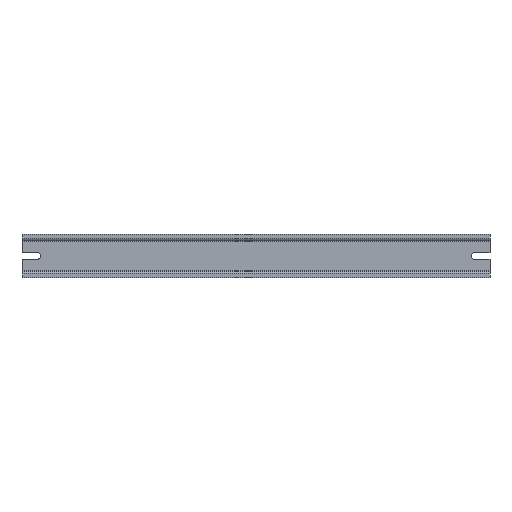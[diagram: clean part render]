
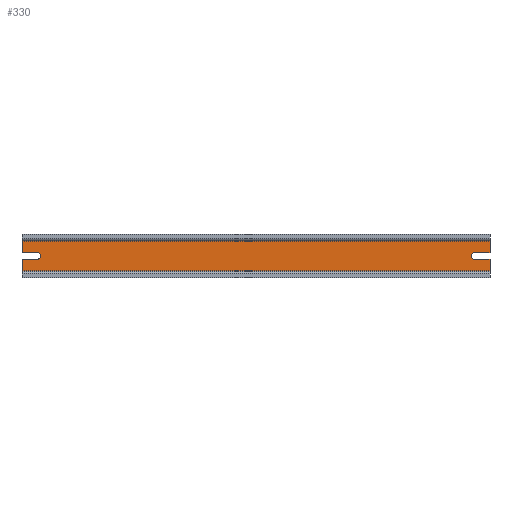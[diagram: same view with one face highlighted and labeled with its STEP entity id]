
A CAD part, top view. The second image highlights one B-rep face of the part: STEP entity #330.
In plain terms, the highlighted planar face has unit normal (0, 0, 1).
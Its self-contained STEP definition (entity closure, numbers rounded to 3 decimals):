
#54=AXIS2_PLACEMENT_3D('Circle Axis2P3D',#52,#53,$) ;
#196=AXIS2_PLACEMENT_3D('Circle Axis2P3D',#194,#195,$) ;
#209=AXIS2_PLACEMENT_3D('Plane Axis2P3D',#206,#207,#208) ;
#49=CARTESIAN_POINT('Vertex',(360.,17.5,1.)) ;
#52=CARTESIAN_POINT('Axis2P3D Location',(362.75,17.5,1.)) ;
#56=CARTESIAN_POINT('Vertex',(362.75,14.75,1.)) ;
#191=CARTESIAN_POINT('Vertex',(362.75,20.25,1.)) ;
#194=CARTESIAN_POINT('Axis2P3D Location',(362.75,17.5,1.)) ;
#206=CARTESIAN_POINT('Axis2P3D Location',(0.,29.2,1.)) ;
#211=CARTESIAN_POINT('Line Origine',(0.,24.725,1.)) ;
#215=CARTESIAN_POINT('Vertex',(0.,20.25,1.)) ;
#217=CARTESIAN_POINT('Vertex',(0.,29.2,1.)) ;
#220=CARTESIAN_POINT('Line Origine',(6.125,20.25,1.)) ;
#224=CARTESIAN_POINT('Vertex',(12.25,20.25,1.)) ;
#228=CARTESIAN_POINT('Control Point',(15.,17.5,1.)) ;
#229=CARTESIAN_POINT('Control Point',(15.,17.611,1.)) ;
#230=CARTESIAN_POINT('Control Point',(14.994,17.722,1.)) ;
#231=CARTESIAN_POINT('Control Point',(14.983,17.832,1.)) ;
#232=CARTESIAN_POINT('Control Point',(14.917,18.264,1.)) ;
#233=CARTESIAN_POINT('Control Point',(14.767,18.678,1.)) ;
#234=CARTESIAN_POINT('Control Point',(14.61,18.968,1.)) ;
#235=CARTESIAN_POINT('Control Point',(14.214,19.493,1.)) ;
#236=CARTESIAN_POINT('Control Point',(13.684,19.881,1.)) ;
#237=CARTESIAN_POINT('Control Point',(13.392,20.034,1.)) ;
#238=CARTESIAN_POINT('Control Point',(12.983,20.175,1.)) ;
#239=CARTESIAN_POINT('Control Point',(12.559,20.236,1.)) ;
#240=CARTESIAN_POINT('Control Point',(12.456,20.245,1.)) ;
#241=CARTESIAN_POINT('Control Point',(12.353,20.25,1.)) ;
#242=CARTESIAN_POINT('Control Point',(12.25,20.25,1.)) ;
#243=CARTESIAN_POINT('Vertex',(15.,17.5,1.)) ;
#247=CARTESIAN_POINT('Control Point',(12.25,14.75,1.)) ;
#248=CARTESIAN_POINT('Control Point',(12.575,14.75,1.)) ;
#249=CARTESIAN_POINT('Control Point',(12.9,14.798,1.)) ;
#250=CARTESIAN_POINT('Control Point',(13.215,14.894,1.)) ;
#251=CARTESIAN_POINT('Control Point',(13.809,15.176,1.)) ;
#252=CARTESIAN_POINT('Control Point',(14.295,15.618,1.)) ;
#253=CARTESIAN_POINT('Control Point',(14.503,15.874,1.)) ;
#254=CARTESIAN_POINT('Control Point',(14.782,16.342,1.)) ;
#255=CARTESIAN_POINT('Control Point',(14.938,16.861,1.)) ;
#256=CARTESIAN_POINT('Control Point',(14.979,17.072,1.)) ;
#257=CARTESIAN_POINT('Control Point',(15.,17.286,1.)) ;
#258=CARTESIAN_POINT('Control Point',(15.,17.5,1.)) ;
#259=CARTESIAN_POINT('Vertex',(12.25,14.75,1.)) ;
#262=CARTESIAN_POINT('Line Origine',(6.125,14.75,1.)) ;
#266=CARTESIAN_POINT('Vertex',(0.,14.75,1.)) ;
#269=CARTESIAN_POINT('Line Origine',(0.,10.275,1.)) ;
#273=CARTESIAN_POINT('Vertex',(0.,5.8,1.)) ;
#276=CARTESIAN_POINT('Line Origine',(187.5,5.8,1.)) ;
#280=CARTESIAN_POINT('Vertex',(375.,5.8,1.)) ;
#283=CARTESIAN_POINT('Line Origine',(375.,10.275,1.)) ;
#287=CARTESIAN_POINT('Vertex',(375.,14.75,1.)) ;
#290=CARTESIAN_POINT('Line Origine',(368.875,14.75,1.)) ;
#295=CARTESIAN_POINT('Line Origine',(368.875,20.25,1.)) ;
#299=CARTESIAN_POINT('Vertex',(375.,20.25,1.)) ;
#302=CARTESIAN_POINT('Line Origine',(375.,24.725,1.)) ;
#306=CARTESIAN_POINT('Vertex',(375.,29.2,1.)) ;
#309=CARTESIAN_POINT('Line Origine',(187.5,29.2,1.)) ;
#53=DIRECTION('Axis2P3D Direction',(0.,0.,1.)) ;
#195=DIRECTION('Axis2P3D Direction',(0.,0.,1.)) ;
#207=DIRECTION('Axis2P3D Direction',(0.,0.,-1.)) ;
#208=DIRECTION('Axis2P3D XDirection',(1.,0.,0.)) ;
#212=DIRECTION('Vector Direction',(0.,1.,0.)) ;
#221=DIRECTION('Vector Direction',(-1.,0.,0.)) ;
#263=DIRECTION('Vector Direction',(1.,0.,0.)) ;
#270=DIRECTION('Vector Direction',(0.,1.,0.)) ;
#277=DIRECTION('Vector Direction',(1.,0.,0.)) ;
#284=DIRECTION('Vector Direction',(0.,1.,0.)) ;
#291=DIRECTION('Vector Direction',(1.,0.,0.)) ;
#296=DIRECTION('Vector Direction',(-1.,0.,0.)) ;
#303=DIRECTION('Vector Direction',(0.,1.,0.)) ;
#310=DIRECTION('Vector Direction',(1.,0.,0.)) ;
#213=VECTOR('Line Direction',#212,1.) ;
#222=VECTOR('Line Direction',#221,1.) ;
#264=VECTOR('Line Direction',#263,1.) ;
#271=VECTOR('Line Direction',#270,1.) ;
#278=VECTOR('Line Direction',#277,1.) ;
#285=VECTOR('Line Direction',#284,1.) ;
#292=VECTOR('Line Direction',#291,1.) ;
#297=VECTOR('Line Direction',#296,1.) ;
#304=VECTOR('Line Direction',#303,1.) ;
#311=VECTOR('Line Direction',#310,1.) ;
#315=ORIENTED_EDGE('',*,*,#219,.F.) ;
#316=ORIENTED_EDGE('',*,*,#226,.F.) ;
#317=ORIENTED_EDGE('',*,*,#245,.F.) ;
#318=ORIENTED_EDGE('',*,*,#261,.F.) ;
#319=ORIENTED_EDGE('',*,*,#268,.F.) ;
#320=ORIENTED_EDGE('',*,*,#275,.F.) ;
#321=ORIENTED_EDGE('',*,*,#282,.T.) ;
#322=ORIENTED_EDGE('',*,*,#289,.T.) ;
#323=ORIENTED_EDGE('',*,*,#294,.F.) ;
#324=ORIENTED_EDGE('',*,*,#58,.F.) ;
#325=ORIENTED_EDGE('',*,*,#198,.F.) ;
#326=ORIENTED_EDGE('',*,*,#301,.F.) ;
#327=ORIENTED_EDGE('',*,*,#308,.T.) ;
#328=ORIENTED_EDGE('',*,*,#313,.F.) ;
#330=ADVANCED_FACE('TS 35 Master-1-solid1',(#329),#210,.F.) ;
#227=B_SPLINE_CURVE_WITH_KNOTS('',5,(#228,#229,#230,#231,#232,#233,#234,#235,#236,#237,#238,#239,#240,#241,#242),.UNSPECIFIED.,.F.,.U.,(6,3,3,3,6),(6.109,6.893,9.191,11.489,12.217),.UNSPECIFIED.) ;
#246=B_SPLINE_CURVE_WITH_KNOTS('',5,(#247,#248,#249,#250,#251,#252,#253,#254,#255,#256,#257,#258),.UNSPECIFIED.,.F.,.U.,(6,3,3,6),(0.,2.298,4.596,6.109),.UNSPECIFIED.) ;
#55=CIRCLE('generated circle',#54,2.75) ;
#197=CIRCLE('generated circle',#196,2.75) ;
#58=EDGE_CURVE('',#50,#57,#55,.T.) ;
#198=EDGE_CURVE('',#192,#50,#197,.T.) ;
#219=EDGE_CURVE('',#216,#218,#214,.T.) ;
#226=EDGE_CURVE('',#225,#216,#223,.T.) ;
#245=EDGE_CURVE('',#244,#225,#227,.T.) ;
#261=EDGE_CURVE('',#260,#244,#246,.T.) ;
#268=EDGE_CURVE('',#267,#260,#265,.T.) ;
#275=EDGE_CURVE('',#274,#267,#272,.T.) ;
#282=EDGE_CURVE('',#274,#281,#279,.T.) ;
#289=EDGE_CURVE('',#281,#288,#286,.T.) ;
#294=EDGE_CURVE('',#57,#288,#293,.T.) ;
#301=EDGE_CURVE('',#300,#192,#298,.T.) ;
#308=EDGE_CURVE('',#300,#307,#305,.T.) ;
#313=EDGE_CURVE('',#218,#307,#312,.T.) ;
#314=EDGE_LOOP('',(#315,#316,#317,#318,#319,#320,#321,#322,#323,#324,#325,#326,#327,#328)) ;
#329=FACE_OUTER_BOUND('',#314,.T.) ;
#214=LINE('Line',#211,#213) ;
#223=LINE('Line',#220,#222) ;
#265=LINE('Line',#262,#264) ;
#272=LINE('Line',#269,#271) ;
#279=LINE('Line',#276,#278) ;
#286=LINE('Line',#283,#285) ;
#293=LINE('Line',#290,#292) ;
#298=LINE('Line',#295,#297) ;
#305=LINE('Line',#302,#304) ;
#312=LINE('Line',#309,#311) ;
#210=PLANE('',#209) ;
#50=VERTEX_POINT('',#49) ;
#57=VERTEX_POINT('',#56) ;
#192=VERTEX_POINT('',#191) ;
#216=VERTEX_POINT('',#215) ;
#218=VERTEX_POINT('',#217) ;
#225=VERTEX_POINT('',#224) ;
#244=VERTEX_POINT('',#243) ;
#260=VERTEX_POINT('',#259) ;
#267=VERTEX_POINT('',#266) ;
#274=VERTEX_POINT('',#273) ;
#281=VERTEX_POINT('',#280) ;
#288=VERTEX_POINT('',#287) ;
#300=VERTEX_POINT('',#299) ;
#307=VERTEX_POINT('',#306) ;
